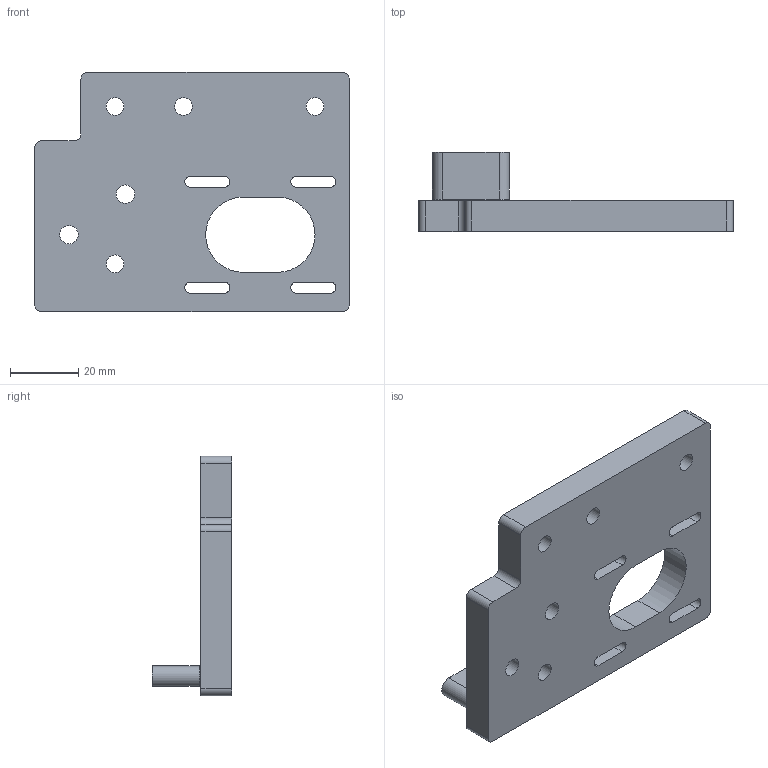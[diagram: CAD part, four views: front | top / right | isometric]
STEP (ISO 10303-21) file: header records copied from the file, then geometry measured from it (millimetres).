
FILE_DESCRIPTION(/* description */ (''),/* implementation_level */ '2;1');
FILE_NAME(/* name */ 'HB__motor_corner_bracket_Left Motor Corner Bracket.step',/* time_stamp */ '2020-03-05T00:06:06+00:00',/* author */ (''),/* organization */ (''),/* preprocessor_version */ 'ST-DEVELOPER v18',/* originating_system */ 'Autodesk Translation Framework v8.12.0.6',/* authorisation */ '');
FILE_SCHEMA (('AUTOMOTIVE_DESIGN { 1 0 10303 214 3 1 1 }'));
Length unit declared in the file: millimetre
Products named in the file (1): HB__motor_corner_bracket_Left Motor Corner Bracket
Bounding box: 92 x 23.2 x 70 mm (x, y, z)
Volume: 47729.1 mm3; surface area: 17770.2 mm2
Topology: 2 solids, 2 shells, 82 faces, 224 edges, 154 vertices
Faces by surface type: cylinder 40, plane 38, torus 2, cone 2
Full cylindrical faces by diameter (mm): 2.7 x2, 5.2 x4, 5.4 x2, 9.5 x4
Entity records: 2755 total; most frequent: DIRECTION 494, CARTESIAN_POINT 461, ORIENTED_EDGE 448, EDGE_CURVE 224, AXIS2_PLACEMENT_3D 187, VERTEX_POINT 154, LINE 120, VECTOR 120
